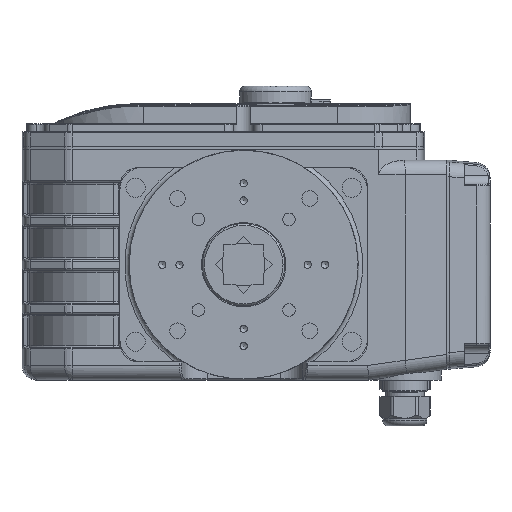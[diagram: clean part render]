
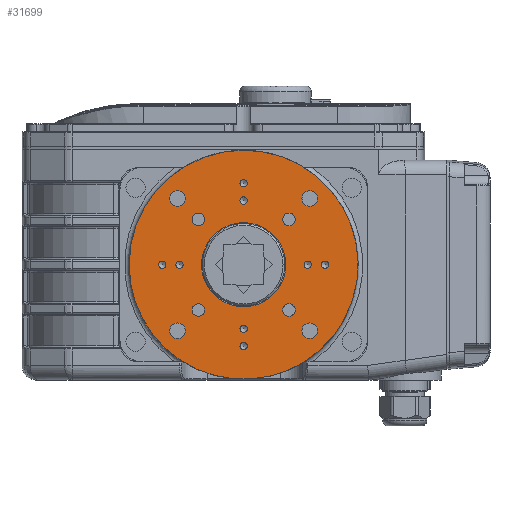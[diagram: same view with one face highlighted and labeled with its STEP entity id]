
A CAD part, front view. The second image highlights one B-rep face of the part: STEP entity #31699.
In plain terms, the highlighted face is planar.
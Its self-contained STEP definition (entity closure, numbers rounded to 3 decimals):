
#13497=ORIENTED_EDGE('',*,*,#19353,.T.);
#13498=ORIENTED_EDGE('',*,*,#19354,.T.);
#13499=ORIENTED_EDGE('',*,*,#19355,.T.);
#13500=ORIENTED_EDGE('',*,*,#19356,.F.);
#13501=ORIENTED_EDGE('',*,*,#19357,.T.);
#13502=ORIENTED_EDGE('',*,*,#19358,.T.);
#13503=ORIENTED_EDGE('',*,*,#19359,.T.);
#13504=ORIENTED_EDGE('',*,*,#19360,.F.);
#13505=ORIENTED_EDGE('',*,*,#19361,.F.);
#13506=ORIENTED_EDGE('',*,*,#19362,.F.);
#13507=ORIENTED_EDGE('',*,*,#19363,.F.);
#13508=ORIENTED_EDGE('',*,*,#19364,.F.);
#13509=ORIENTED_EDGE('',*,*,#19365,.F.);
#13510=ORIENTED_EDGE('',*,*,#19366,.F.);
#13511=ORIENTED_EDGE('',*,*,#19367,.F.);
#13512=ORIENTED_EDGE('',*,*,#19368,.F.);
#13513=ORIENTED_EDGE('',*,*,#19369,.F.);
#13514=ORIENTED_EDGE('',*,*,#19370,.F.);
#19353=EDGE_CURVE('',#22741,#22741,#24967,.T.);
#19354=EDGE_CURVE('',#22742,#22742,#24968,.T.);
#19355=EDGE_CURVE('',#22743,#22743,#24969,.T.);
#19356=EDGE_CURVE('',#22744,#22744,#24970,.T.);
#19357=EDGE_CURVE('',#22745,#22745,#24971,.T.);
#19358=EDGE_CURVE('',#22746,#22746,#24972,.T.);
#19359=EDGE_CURVE('',#22747,#22747,#24973,.T.);
#19360=EDGE_CURVE('',#22748,#22748,#24974,.T.);
#19361=EDGE_CURVE('',#22749,#22749,#24975,.T.);
#19362=EDGE_CURVE('',#22750,#22750,#24976,.T.);
#19363=EDGE_CURVE('',#22751,#22751,#24977,.T.);
#19364=EDGE_CURVE('',#22752,#22752,#24978,.T.);
#19365=EDGE_CURVE('',#22753,#22753,#24979,.T.);
#19366=EDGE_CURVE('',#22754,#22754,#24980,.T.);
#19367=EDGE_CURVE('',#22755,#22755,#24981,.T.);
#19368=EDGE_CURVE('',#22756,#22756,#24982,.T.);
#19369=EDGE_CURVE('',#22757,#22757,#24983,.T.);
#19370=EDGE_CURVE('',#22758,#22758,#24984,.T.);
#22741=VERTEX_POINT('',#57797);
#22742=VERTEX_POINT('',#57799);
#22743=VERTEX_POINT('',#57801);
#22744=VERTEX_POINT('',#57803);
#22745=VERTEX_POINT('',#57805);
#22746=VERTEX_POINT('',#57807);
#22747=VERTEX_POINT('',#57809);
#22748=VERTEX_POINT('',#57811);
#22749=VERTEX_POINT('',#57813);
#22750=VERTEX_POINT('',#57815);
#22751=VERTEX_POINT('',#57817);
#22752=VERTEX_POINT('',#57819);
#22753=VERTEX_POINT('',#57821);
#22754=VERTEX_POINT('',#57823);
#22755=VERTEX_POINT('',#57825);
#22756=VERTEX_POINT('',#57827);
#22757=VERTEX_POINT('',#57829);
#22758=VERTEX_POINT('',#57831);
#24967=CIRCLE('',#35430,62.5);
#24968=CIRCLE('',#35431,23.);
#24969=CIRCLE('',#35432,3.4);
#24970=CIRCLE('',#35433,4.25);
#24971=CIRCLE('',#35434,3.4);
#24972=CIRCLE('',#35435,3.4);
#24973=CIRCLE('',#35436,3.4);
#24974=CIRCLE('',#35437,4.25);
#24975=CIRCLE('',#35438,4.25);
#24976=CIRCLE('',#35439,4.25);
#24977=CIRCLE('',#35440,2.);
#24978=CIRCLE('',#35441,2.);
#24979=CIRCLE('',#35442,2.);
#24980=CIRCLE('',#35443,2.);
#24981=CIRCLE('',#35444,2.);
#24982=CIRCLE('',#35445,2.);
#24983=CIRCLE('',#35446,2.);
#24984=CIRCLE('',#35447,2.);
#26761=EDGE_LOOP('',(#13497));
#26762=EDGE_LOOP('',(#13498));
#26763=EDGE_LOOP('',(#13499));
#26764=EDGE_LOOP('',(#13500));
#26765=EDGE_LOOP('',(#13501));
#26766=EDGE_LOOP('',(#13502));
#26767=EDGE_LOOP('',(#13503));
#26768=EDGE_LOOP('',(#13504));
#26769=EDGE_LOOP('',(#13505));
#26770=EDGE_LOOP('',(#13506));
#26771=EDGE_LOOP('',(#13507));
#26772=EDGE_LOOP('',(#13508));
#26773=EDGE_LOOP('',(#13509));
#26774=EDGE_LOOP('',(#13510));
#26775=EDGE_LOOP('',(#13511));
#26776=EDGE_LOOP('',(#13512));
#26777=EDGE_LOOP('',(#13513));
#26778=EDGE_LOOP('',(#13514));
#28973=FACE_BOUND('',#26761,.T.);
#28974=FACE_BOUND('',#26762,.T.);
#28975=FACE_BOUND('',#26763,.T.);
#28976=FACE_BOUND('',#26764,.T.);
#28977=FACE_BOUND('',#26765,.T.);
#28978=FACE_BOUND('',#26766,.T.);
#28979=FACE_BOUND('',#26767,.T.);
#28980=FACE_BOUND('',#26768,.T.);
#28981=FACE_BOUND('',#26769,.T.);
#28982=FACE_BOUND('',#26770,.T.);
#28983=FACE_BOUND('',#26771,.T.);
#28984=FACE_BOUND('',#26772,.T.);
#28985=FACE_BOUND('',#26773,.T.);
#28986=FACE_BOUND('',#26774,.T.);
#28987=FACE_BOUND('',#26775,.T.);
#28988=FACE_BOUND('',#26776,.T.);
#28989=FACE_BOUND('',#26777,.T.);
#28990=FACE_BOUND('',#26778,.T.);
#30010=PLANE('',#35429);
#31699=ADVANCED_FACE('',(#28973,#28974,#28975,#28976,#28977,#28978,#28979,
#28980,#28981,#28982,#28983,#28984,#28985,#28986,#28987,#28988,#28989,#28990),
#30010,.T.);
#35429=AXIS2_PLACEMENT_3D('',#57795,#43379,#43380);
#35430=AXIS2_PLACEMENT_3D('',#57796,#43381,#43382);
#35431=AXIS2_PLACEMENT_3D('',#57798,#43383,#43384);
#35432=AXIS2_PLACEMENT_3D('',#57800,#43385,#43386);
#35433=AXIS2_PLACEMENT_3D('',#57802,#43387,#43388);
#35434=AXIS2_PLACEMENT_3D('',#57804,#43389,#43390);
#35435=AXIS2_PLACEMENT_3D('',#57806,#43391,#43392);
#35436=AXIS2_PLACEMENT_3D('',#57808,#43393,#43394);
#35437=AXIS2_PLACEMENT_3D('',#57810,#43395,#43396);
#35438=AXIS2_PLACEMENT_3D('',#57812,#43397,#43398);
#35439=AXIS2_PLACEMENT_3D('',#57814,#43399,#43400);
#35440=AXIS2_PLACEMENT_3D('',#57816,#43401,#43402);
#35441=AXIS2_PLACEMENT_3D('',#57818,#43403,#43404);
#35442=AXIS2_PLACEMENT_3D('',#57820,#43405,#43406);
#35443=AXIS2_PLACEMENT_3D('',#57822,#43407,#43408);
#35444=AXIS2_PLACEMENT_3D('',#57824,#43409,#43410);
#35445=AXIS2_PLACEMENT_3D('',#57826,#43411,#43412);
#35446=AXIS2_PLACEMENT_3D('',#57828,#43413,#43414);
#35447=AXIS2_PLACEMENT_3D('',#57830,#43415,#43416);
#43379=DIRECTION('',(0.,1.,0.));
#43380=DIRECTION('',(0.,0.,1.));
#43381=DIRECTION('',(0.,1.,0.));
#43382=DIRECTION('',(0.,0.,1.));
#43383=DIRECTION('',(0.,-1.,0.));
#43384=DIRECTION('',(0.,0.,-1.));
#43385=DIRECTION('',(0.,-1.,0.));
#43386=DIRECTION('',(0.,0.,-1.));
#43387=DIRECTION('',(0.,1.,0.));
#43388=DIRECTION('',(0.,0.,1.));
#43389=DIRECTION('',(0.,-1.,0.));
#43390=DIRECTION('',(0.,0.,-1.));
#43391=DIRECTION('',(0.,-1.,0.));
#43392=DIRECTION('',(0.,0.,-1.));
#43393=DIRECTION('',(0.,-1.,0.));
#43394=DIRECTION('',(0.,0.,-1.));
#43395=DIRECTION('',(0.,1.,0.));
#43396=DIRECTION('',(0.,0.,1.));
#43397=DIRECTION('',(0.,1.,0.));
#43398=DIRECTION('',(0.,0.,1.));
#43399=DIRECTION('',(0.,1.,0.));
#43400=DIRECTION('',(0.,0.,1.));
#43401=DIRECTION('',(0.,1.,0.));
#43402=DIRECTION('',(0.,0.,1.));
#43403=DIRECTION('',(0.,1.,0.));
#43404=DIRECTION('',(0.,0.,1.));
#43405=DIRECTION('',(0.,1.,0.));
#43406=DIRECTION('',(0.,0.,1.));
#43407=DIRECTION('',(0.,1.,0.));
#43408=DIRECTION('',(0.,0.,1.));
#43409=DIRECTION('',(0.,1.,0.));
#43410=DIRECTION('',(0.,0.,1.));
#43411=DIRECTION('',(0.,1.,0.));
#43412=DIRECTION('',(0.,0.,1.));
#43413=DIRECTION('',(0.,1.,0.));
#43414=DIRECTION('',(0.,0.,1.));
#43415=DIRECTION('',(0.,1.,0.));
#43416=DIRECTION('',(0.,0.,1.));
#57795=CARTESIAN_POINT('',(0.,48.,0.));
#57796=CARTESIAN_POINT('',(0.,48.,0.));
#57797=CARTESIAN_POINT('',(0.,48.,62.5));
#57798=CARTESIAN_POINT('',(0.,48.,0.));
#57799=CARTESIAN_POINT('',(0.,48.,-23.));
#57800=CARTESIAN_POINT('',(24.749,48.,24.749));
#57801=CARTESIAN_POINT('',(24.749,48.,21.349));
#57802=CARTESIAN_POINT('',(-36.062,48.,36.062));
#57803=CARTESIAN_POINT('',(-36.062,48.,40.312));
#57804=CARTESIAN_POINT('',(-24.749,48.,24.749));
#57805=CARTESIAN_POINT('',(-24.749,48.,21.349));
#57806=CARTESIAN_POINT('',(-24.749,48.,-24.749));
#57807=CARTESIAN_POINT('',(-24.749,48.,-28.149));
#57808=CARTESIAN_POINT('',(24.749,48.,-24.749));
#57809=CARTESIAN_POINT('',(24.749,48.,-28.149));
#57810=CARTESIAN_POINT('',(-36.062,48.,-36.062));
#57811=CARTESIAN_POINT('',(-36.062,48.,-31.812));
#57812=CARTESIAN_POINT('',(36.062,48.,-36.062));
#57813=CARTESIAN_POINT('',(36.062,48.,-31.812));
#57814=CARTESIAN_POINT('',(36.062,48.,36.062));
#57815=CARTESIAN_POINT('',(36.062,48.,40.312));
#57816=CARTESIAN_POINT('',(0.,48.,44.45));
#57817=CARTESIAN_POINT('',(0.,48.,46.45));
#57818=CARTESIAN_POINT('',(0.,48.,35.));
#57819=CARTESIAN_POINT('',(0.,48.,37.));
#57820=CARTESIAN_POINT('',(-44.45,48.,0.));
#57821=CARTESIAN_POINT('',(-44.45,48.,2.));
#57822=CARTESIAN_POINT('',(-35.,48.,0.));
#57823=CARTESIAN_POINT('',(-35.,48.,2.));
#57824=CARTESIAN_POINT('',(0.,48.,-44.45));
#57825=CARTESIAN_POINT('',(0.,48.,-42.45));
#57826=CARTESIAN_POINT('',(0.,48.,-35.));
#57827=CARTESIAN_POINT('',(0.,48.,-33.));
#57828=CARTESIAN_POINT('',(44.45,48.,0.));
#57829=CARTESIAN_POINT('',(44.45,48.,2.));
#57830=CARTESIAN_POINT('',(35.,48.,0.));
#57831=CARTESIAN_POINT('',(35.,48.,2.));
